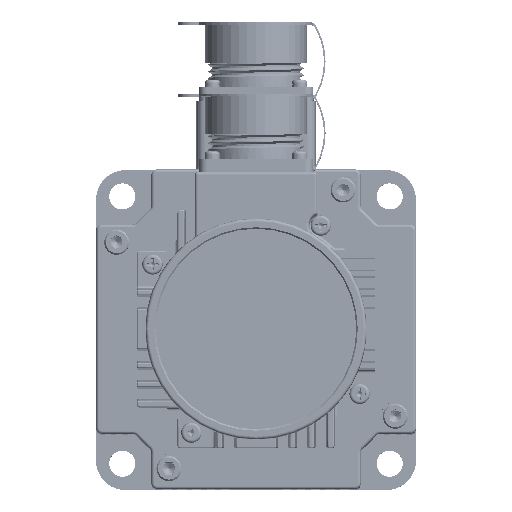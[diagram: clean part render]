
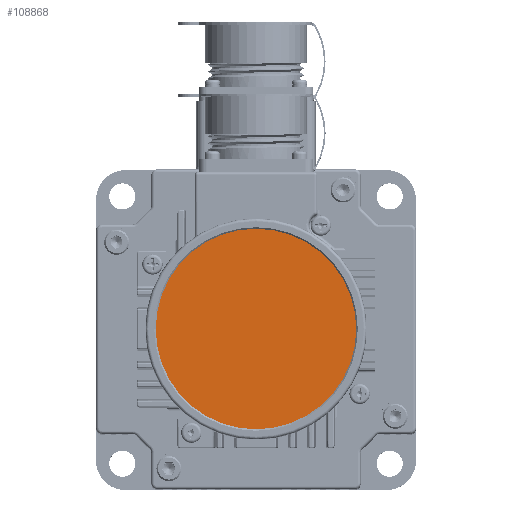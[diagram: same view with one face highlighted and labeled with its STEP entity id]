
A CAD part, top view. The second image highlights one B-rep face of the part: STEP entity #108868.
In plain terms, the highlighted planar face has unit normal (0, 0, 1).
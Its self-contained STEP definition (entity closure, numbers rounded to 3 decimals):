
#11033 = DIRECTION ( 'NONE',  ( 0., 0., 1. ) ) ;
#12243 = PLANE ( 'NONE',  #65533 ) ;
#13023 = FACE_OUTER_BOUND ( 'NONE', #17050, .T. ) ;
#15543 = AXIS2_PLACEMENT_3D ( 'NONE', #116736, #69025, #68613 ) ;
#17050 = EDGE_LOOP ( 'NONE', ( #74575, #107986 ) ) ;
#31962 = CARTESIAN_POINT ( 'NONE',  ( 0., 0., 50.5 ) ) ;
#34332 = VERTEX_POINT ( 'NONE', #77427 ) ;
#58016 = CARTESIAN_POINT ( 'NONE',  ( 0., 0., 50.5 ) ) ;
#64848 = VERTEX_POINT ( 'NONE', #105359 ) ;
#65533 = AXIS2_PLACEMENT_3D ( 'NONE', #58016, #11033, #77005 ) ;
#68613 = DIRECTION ( 'NONE',  ( 1., 0., 0. ) ) ;
#69025 = DIRECTION ( 'NONE',  ( 0., 0., 1. ) ) ;
#74575 = ORIENTED_EDGE ( 'NONE', *, *, #92094, .T. ) ;
#77005 = DIRECTION ( 'NONE',  ( 1., 0., 0. ) ) ;
#77427 = CARTESIAN_POINT ( 'NONE',  ( -34.5, 0., 50.5 ) ) ;
#90029 = CIRCLE ( 'NONE', #15543, 34.5 ) ;
#92094 = EDGE_CURVE ( 'NONE', #64848, #34332, #90029, .T. ) ;
#97873 = DIRECTION ( 'NONE',  ( 1., 0., 0. ) ) ;
#104109 = CIRCLE ( 'NONE', #107733, 34.5 ) ;
#105359 = CARTESIAN_POINT ( 'NONE',  ( 34.5, 0., 50.5 ) ) ;
#107733 = AXIS2_PLACEMENT_3D ( 'NONE', #31962, #116020, #97873 ) ;
#107986 = ORIENTED_EDGE ( 'NONE', *, *, #114113, .T. ) ;
#108868 = ADVANCED_FACE ( 'NONE', ( #13023 ), #12243, .T. ) ;
#114113 = EDGE_CURVE ( 'NONE', #34332, #64848, #104109, .T. ) ;
#116020 = DIRECTION ( 'NONE',  ( 0., 0., 1. ) ) ;
#116736 = CARTESIAN_POINT ( 'NONE',  ( 0., 0., 50.5 ) ) ;
